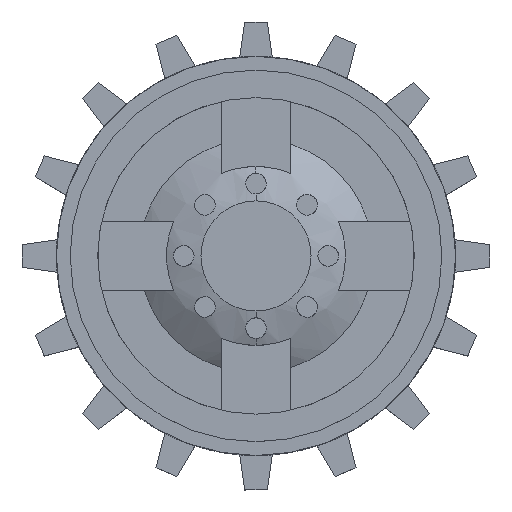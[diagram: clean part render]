
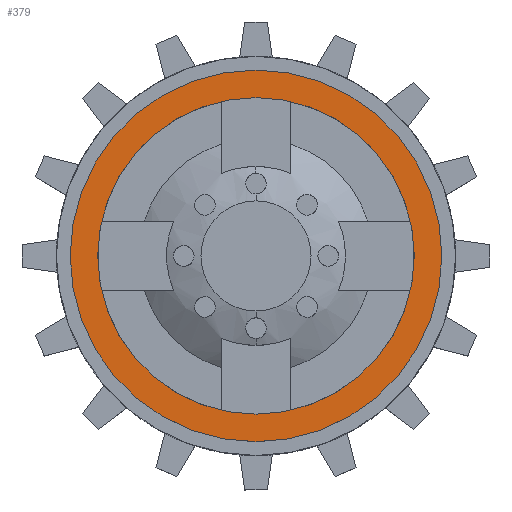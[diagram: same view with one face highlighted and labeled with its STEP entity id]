
A CAD part, top view. The second image highlights one B-rep face of the part: STEP entity #379.
In plain terms, the highlighted planar face has unit normal (0, 0, 1).
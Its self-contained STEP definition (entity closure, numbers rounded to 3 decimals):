
#57 = DIRECTION ( 'NONE',  ( 0., 1., 0. ) ) ;
#175 = CARTESIAN_POINT ( 'NONE',  ( 0., -27., 11. ) ) ;
#379 = ADVANCED_FACE ( 'NONE', ( #1550, #3236 ), #1200, .F. ) ;
#471 = CARTESIAN_POINT ( 'NONE',  ( 0., -23., 11. ) ) ;
#529 = ORIENTED_EDGE ( 'NONE', *, *, #854, .F. ) ;
#739 = EDGE_LOOP ( 'NONE', ( #3933, #529 ) ) ;
#812 = AXIS2_PLACEMENT_3D ( 'NONE', #3247, #1229, #3597 ) ;
#848 = DIRECTION ( 'NONE',  ( 0., 1., 0. ) ) ;
#854 = EDGE_CURVE ( 'NONE', #1207, #1089, #3615, .T. ) ;
#928 = EDGE_LOOP ( 'NONE', ( #2447, #3138 ) ) ;
#1064 = DIRECTION ( 'NONE',  ( 0., 0., -1. ) ) ;
#1089 = VERTEX_POINT ( 'NONE', #1096 ) ;
#1096 = CARTESIAN_POINT ( 'NONE',  ( 0., 27., 11. ) ) ;
#1200 = PLANE ( 'NONE',  #812 ) ;
#1207 = VERTEX_POINT ( 'NONE', #175 ) ;
#1229 = DIRECTION ( 'NONE',  ( 0., 0., -1. ) ) ;
#1267 = CARTESIAN_POINT ( 'NONE',  ( 0., 0., 11. ) ) ;
#1418 = DIRECTION ( 'NONE',  ( 0., 1., 0. ) ) ;
#1427 = VERTEX_POINT ( 'NONE', #3303 ) ;
#1550 = FACE_OUTER_BOUND ( 'NONE', #739, .T. ) ;
#1735 = CARTESIAN_POINT ( 'NONE',  ( 0., 0., 11. ) ) ;
#1783 = CIRCLE ( 'NONE', #3884, 23. ) ;
#1900 = AXIS2_PLACEMENT_3D ( 'NONE', #3173, #2855, #848 ) ;
#1933 = DIRECTION ( 'NONE',  ( 0., 1., 0. ) ) ;
#2316 = CIRCLE ( 'NONE', #4040, 27. ) ;
#2409 = VERTEX_POINT ( 'NONE', #471 ) ;
#2447 = ORIENTED_EDGE ( 'NONE', *, *, #3338, .T. ) ;
#2827 = EDGE_CURVE ( 'NONE', #1089, #1207, #2316, .T. ) ;
#2855 = DIRECTION ( 'NONE',  ( 0., 0., -1. ) ) ;
#3085 = CARTESIAN_POINT ( 'NONE',  ( 0., 0., 11. ) ) ;
#3138 = ORIENTED_EDGE ( 'NONE', *, *, #4177, .T. ) ;
#3173 = CARTESIAN_POINT ( 'NONE',  ( 0., 0., 11. ) ) ;
#3236 = FACE_BOUND ( 'NONE', #928, .T. ) ;
#3247 = CARTESIAN_POINT ( 'NONE',  ( 0., -27., 11. ) ) ;
#3303 = CARTESIAN_POINT ( 'NONE',  ( 0., 23., 11. ) ) ;
#3338 = EDGE_CURVE ( 'NONE', #1427, #2409, #4070, .T. ) ;
#3427 = DIRECTION ( 'NONE',  ( 0., 0., -1. ) ) ;
#3597 = DIRECTION ( 'NONE',  ( 0., 1., 0. ) ) ;
#3615 = CIRCLE ( 'NONE', #1900, 27. ) ;
#3638 = DIRECTION ( 'NONE',  ( 0., 0., -1. ) ) ;
#3824 = AXIS2_PLACEMENT_3D ( 'NONE', #1267, #3638, #1933 ) ;
#3884 = AXIS2_PLACEMENT_3D ( 'NONE', #1735, #3427, #1418 ) ;
#3933 = ORIENTED_EDGE ( 'NONE', *, *, #2827, .F. ) ;
#4040 = AXIS2_PLACEMENT_3D ( 'NONE', #3085, #1064, #57 ) ;
#4070 = CIRCLE ( 'NONE', #3824, 23. ) ;
#4177 = EDGE_CURVE ( 'NONE', #2409, #1427, #1783, .T. ) ;
